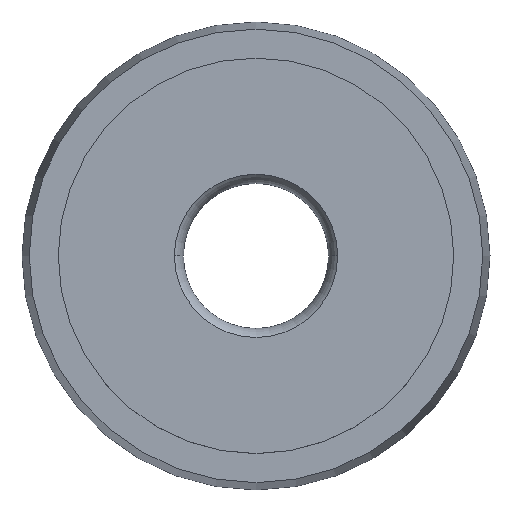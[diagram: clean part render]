
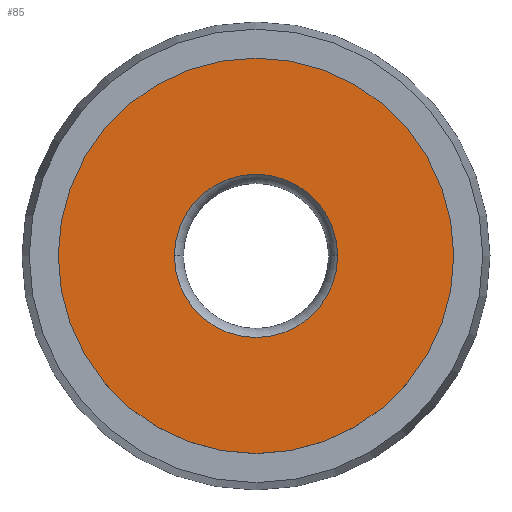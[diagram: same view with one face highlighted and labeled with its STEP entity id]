
A CAD part, top view. The second image highlights one B-rep face of the part: STEP entity #85.
In plain terms, the highlighted planar face has unit normal (0, 0, 1).
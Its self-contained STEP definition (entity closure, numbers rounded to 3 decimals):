
#2 = AXIS2_PLACEMENT_3D ( 'NONE', #339, #634, #74 ) ;
#20 = CARTESIAN_POINT ( 'NONE',  ( -5.45, 0., 0. ) ) ;
#30 = AXIS2_PLACEMENT_3D ( 'NONE', #418, #374, #177 ) ;
#33 = VERTEX_POINT ( 'NONE', #20 ) ;
#56 = CARTESIAN_POINT ( 'NONE',  ( 0., 0., 0. ) ) ;
#73 = DIRECTION ( 'NONE',  ( 1., 0., 0. ) ) ;
#74 = DIRECTION ( 'NONE',  ( 1., 0., 0. ) ) ;
#80 = FACE_BOUND ( 'NONE', #628, .T. ) ;
#85 = ADVANCED_FACE ( 'NONE', ( #80, #313 ), #312, .F. ) ;
#145 = ORIENTED_EDGE ( 'NONE', *, *, #290, .T. ) ;
#152 = CIRCLE ( 'NONE', #30, 2.25 ) ;
#170 = CIRCLE ( 'NONE', #2, 5.45 ) ;
#177 = DIRECTION ( 'NONE',  ( 1., 0., 0. ) ) ;
#216 = DIRECTION ( 'NONE',  ( 0., 0., 1. ) ) ;
#218 = EDGE_LOOP ( 'NONE', ( #385, #145 ) ) ;
#232 = ORIENTED_EDGE ( 'NONE', *, *, #367, .F. ) ;
#272 = AXIS2_PLACEMENT_3D ( 'NONE', #56, #501, #504 ) ;
#290 = EDGE_CURVE ( 'NONE', #33, #503, #583, .T. ) ;
#291 = DIRECTION ( 'NONE',  ( 0., 0., 1. ) ) ;
#312 = PLANE ( 'NONE',  #272 ) ;
#313 = FACE_OUTER_BOUND ( 'NONE', #218, .T. ) ;
#339 = CARTESIAN_POINT ( 'NONE',  ( 0., 0., 0. ) ) ;
#342 = CARTESIAN_POINT ( 'NONE',  ( -2.25, 0., 0. ) ) ;
#363 = CARTESIAN_POINT ( 'NONE',  ( 0., 0., 0. ) ) ;
#367 = EDGE_CURVE ( 'NONE', #636, #487, #152, .T. ) ;
#374 = DIRECTION ( 'NONE',  ( 0., 0., 1. ) ) ;
#385 = ORIENTED_EDGE ( 'NONE', *, *, #416, .T. ) ;
#416 = EDGE_CURVE ( 'NONE', #503, #33, #170, .T. ) ;
#418 = CARTESIAN_POINT ( 'NONE',  ( 0., 0., 0. ) ) ;
#449 = EDGE_CURVE ( 'NONE', #487, #636, #475, .T. ) ;
#474 = AXIS2_PLACEMENT_3D ( 'NONE', #485, #291, #632 ) ;
#475 = CIRCLE ( 'NONE', #474, 2.25 ) ;
#485 = CARTESIAN_POINT ( 'NONE',  ( 0., 0., 0. ) ) ;
#487 = VERTEX_POINT ( 'NONE', #342 ) ;
#501 = DIRECTION ( 'NONE',  ( 0., 0., -1. ) ) ;
#503 = VERTEX_POINT ( 'NONE', #597 ) ;
#504 = DIRECTION ( 'NONE',  ( -1., 0., 0. ) ) ;
#548 = ORIENTED_EDGE ( 'NONE', *, *, #449, .F. ) ;
#583 = CIRCLE ( 'NONE', #586, 5.45 ) ;
#586 = AXIS2_PLACEMENT_3D ( 'NONE', #363, #216, #73 ) ;
#597 = CARTESIAN_POINT ( 'NONE',  ( 5.45, 0., 0. ) ) ;
#598 = CARTESIAN_POINT ( 'NONE',  ( 2.25, 0., 0. ) ) ;
#628 = EDGE_LOOP ( 'NONE', ( #232, #548 ) ) ;
#632 = DIRECTION ( 'NONE',  ( 1., 0., 0. ) ) ;
#634 = DIRECTION ( 'NONE',  ( 0., 0., 1. ) ) ;
#636 = VERTEX_POINT ( 'NONE', #598 ) ;
